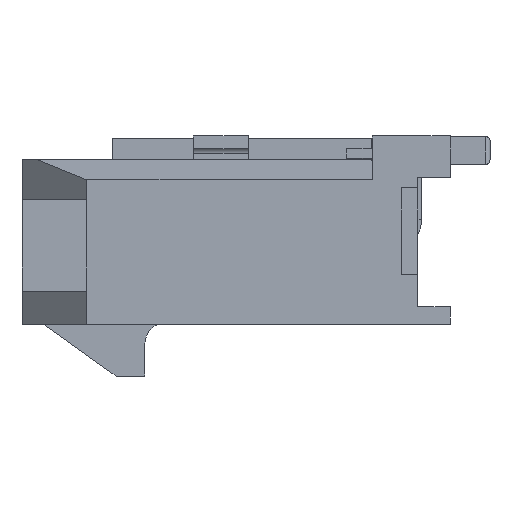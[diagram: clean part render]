
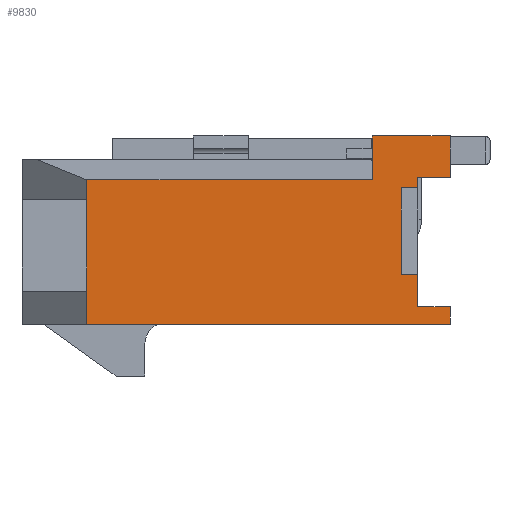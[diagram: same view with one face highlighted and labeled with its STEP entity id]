
A CAD part, left-side view. The second image highlights one B-rep face of the part: STEP entity #9830.
In plain terms, the highlighted planar face has unit normal (-1, 0, 0).
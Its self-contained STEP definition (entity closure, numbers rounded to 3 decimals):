
#8 = VERTEX_POINT ( 'NONE', #11856 ) ;
#369 = EDGE_CURVE ( 'NONE', #7292, #2003, #3239, .T. ) ;
#381 = CARTESIAN_POINT ( 'NONE',  ( -8.205, 4.447, 2.725 ) ) ;
#384 = LINE ( 'NONE', #6799, #3766 ) ;
#453 = CARTESIAN_POINT ( 'NONE',  ( -8.205, 5.197, 2.725 ) ) ;
#559 = CARTESIAN_POINT ( 'NONE',  ( -8.205, 5.197, 1.575 ) ) ;
#714 = ORIENTED_EDGE ( 'NONE', *, *, #9850, .T. ) ;
#794 = LINE ( 'NONE', #7060, #9200 ) ;
#852 = EDGE_CURVE ( 'NONE', #2856, #8297, #8359, .T. ) ;
#936 = CARTESIAN_POINT ( 'NONE',  ( -8.205, 4.447, -1.575 ) ) ;
#970 = CARTESIAN_POINT ( 'NONE',  ( -8.205, 4.447, 2.725 ) ) ;
#1224 = VECTOR ( 'NONE', #12333, 1000. ) ;
#1547 = LINE ( 'NONE', #8724, #13137 ) ;
#1720 = CARTESIAN_POINT ( 'NONE',  ( -8.205, 14.347, 1.825 ) ) ;
#1788 = PLANE ( 'NONE',  #10093 ) ;
#1840 = ORIENTED_EDGE ( 'NONE', *, *, #369, .F. ) ;
#1917 = LINE ( 'NONE', #970, #5085 ) ;
#2003 = VERTEX_POINT ( 'NONE', #3420 ) ;
#2212 = CARTESIAN_POINT ( 'NONE',  ( -8.205, 4.447, 1.825 ) ) ;
#2238 = CARTESIAN_POINT ( 'NONE',  ( -8.205, 14.347, -1.175 ) ) ;
#2244 = CARTESIAN_POINT ( 'NONE',  ( -8.205, 14.347, -1.575 ) ) ;
#2434 = LINE ( 'NONE', #12689, #7778 ) ;
#2479 = CARTESIAN_POINT ( 'NONE',  ( -8.205, 12.847, -1.575 ) ) ;
#2552 = CARTESIAN_POINT ( 'NONE',  ( -8.205, 5.574, -0.425 ) ) ;
#2594 = EDGE_CURVE ( 'NONE', #6350, #5099, #10694, .T. ) ;
#2611 = VERTEX_POINT ( 'NONE', #8071 ) ;
#2665 = EDGE_CURVE ( 'NONE', #2856, #8, #794, .T. ) ;
#2699 = DIRECTION ( 'NONE',  ( 0., 0., 1. ) ) ;
#2856 = VERTEX_POINT ( 'NONE', #2479 ) ;
#3239 = LINE ( 'NONE', #11563, #8367 ) ;
#3254 = EDGE_LOOP ( 'NONE', ( #10905, #11618, #714, #11586, #6094, #3844, #4986, #9978, #8033, #1840, #8935, #4618, #11013, #5690, #6017, #5061 ) ) ;
#3324 = DIRECTION ( 'NONE',  ( 0., 1., 0. ) ) ;
#3416 = CARTESIAN_POINT ( 'NONE',  ( -8.205, 5.197, 1.575 ) ) ;
#3420 = CARTESIAN_POINT ( 'NONE',  ( -8.205, 12.847, 1.761 ) ) ;
#3495 = DIRECTION ( 'NONE',  ( 0., -1., 0. ) ) ;
#3766 = VECTOR ( 'NONE', #8813, 1000. ) ;
#3844 = ORIENTED_EDGE ( 'NONE', *, *, #8219, .T. ) ;
#4124 = EDGE_CURVE ( 'NONE', #10949, #8618, #2434, .T. ) ;
#4367 = CARTESIAN_POINT ( 'NONE',  ( -8.205, 5.197, 1.825 ) ) ;
#4428 = LINE ( 'NONE', #1720, #10543 ) ;
#4486 = EDGE_CURVE ( 'NONE', #2611, #11294, #1547, .T. ) ;
#4543 = DIRECTION ( 'NONE',  ( 0., 0., -1. ) ) ;
#4569 = CARTESIAN_POINT ( 'NONE',  ( -8.205, 5.574, 1.575 ) ) ;
#4618 = ORIENTED_EDGE ( 'NONE', *, *, #2665, .F. ) ;
#4875 = EDGE_CURVE ( 'NONE', #10646, #10949, #11455, .T. ) ;
#4986 = ORIENTED_EDGE ( 'NONE', *, *, #4486, .F. ) ;
#5061 = ORIENTED_EDGE ( 'NONE', *, *, #4124, .T. ) ;
#5085 = VECTOR ( 'NONE', #6152, 1000. ) ;
#5099 = VERTEX_POINT ( 'NONE', #4367 ) ;
#5141 = CARTESIAN_POINT ( 'NONE',  ( -8.205, 5.574, -0.425 ) ) ;
#5242 = CARTESIAN_POINT ( 'NONE',  ( -8.205, 5.007, 1.761 ) ) ;
#5440 = VERTEX_POINT ( 'NONE', #2212 ) ;
#5475 = CARTESIAN_POINT ( 'NONE',  ( -8.205, 6.247, 1.761 ) ) ;
#5519 = VERTEX_POINT ( 'NONE', #5475 ) ;
#5591 = EDGE_CURVE ( 'NONE', #8521, #8618, #10930, .T. ) ;
#5690 = ORIENTED_EDGE ( 'NONE', *, *, #8610, .T. ) ;
#5807 = DIRECTION ( 'NONE',  ( 0., -1., 0. ) ) ;
#5862 = DIRECTION ( 'NONE',  ( 1., 0., 0. ) ) ;
#6017 = ORIENTED_EDGE ( 'NONE', *, *, #4875, .T. ) ;
#6087 = VERTEX_POINT ( 'NONE', #4569 ) ;
#6094 = ORIENTED_EDGE ( 'NONE', *, *, #10741, .T. ) ;
#6152 = DIRECTION ( 'NONE',  ( 0., 0., 1. ) ) ;
#6350 = VERTEX_POINT ( 'NONE', #3416 ) ;
#6569 = VECTOR ( 'NONE', #5807, 1000. ) ;
#6727 = LINE ( 'NONE', #381, #11777 ) ;
#6799 = CARTESIAN_POINT ( 'NONE',  ( -8.205, 12.847, -0.81 ) ) ;
#6915 = VECTOR ( 'NONE', #10443, 1000. ) ;
#7060 = CARTESIAN_POINT ( 'NONE',  ( -8.205, 12.847, -18.775 ) ) ;
#7292 = VERTEX_POINT ( 'NONE', #13135 ) ;
#7542 = VECTOR ( 'NONE', #7666, 1000. ) ;
#7666 = DIRECTION ( 'NONE',  ( 0., 0., -1. ) ) ;
#7778 = VECTOR ( 'NONE', #12749, 1000. ) ;
#7831 = LINE ( 'NONE', #559, #11159 ) ;
#8033 = ORIENTED_EDGE ( 'NONE', *, *, #11740, .T. ) ;
#8071 = CARTESIAN_POINT ( 'NONE',  ( -8.205, 6.247, 2.775 ) ) ;
#8175 = LINE ( 'NONE', #5141, #1224 ) ;
#8219 = EDGE_CURVE ( 'NONE', #5440, #11294, #6727, .T. ) ;
#8297 = VERTEX_POINT ( 'NONE', #936 ) ;
#8359 = LINE ( 'NONE', #2244, #12946 ) ;
#8367 = VECTOR ( 'NONE', #10415, 1000. ) ;
#8370 = VECTOR ( 'NONE', #9960, 1000. ) ;
#8521 = VERTEX_POINT ( 'NONE', #2552 ) ;
#8610 = EDGE_CURVE ( 'NONE', #8297, #10646, #1917, .T. ) ;
#8618 = VERTEX_POINT ( 'NONE', #10133 ) ;
#8625 = EDGE_CURVE ( 'NONE', #8521, #6087, #8175, .T. ) ;
#8678 = VECTOR ( 'NONE', #3324, 1000. ) ;
#8724 = CARTESIAN_POINT ( 'NONE',  ( -8.205, 4.447, 2.775 ) ) ;
#8813 = DIRECTION ( 'NONE',  ( 0., 0., 1. ) ) ;
#8840 = FACE_OUTER_BOUND ( 'NONE', #3254, .T. ) ;
#8935 = ORIENTED_EDGE ( 'NONE', *, *, #9105, .F. ) ;
#9105 = EDGE_CURVE ( 'NONE', #8, #7292, #384, .T. ) ;
#9200 = VECTOR ( 'NONE', #11165, 1000. ) ;
#9234 = CARTESIAN_POINT ( 'NONE',  ( -8.205, 5.197, -1.175 ) ) ;
#9421 = DIRECTION ( 'NONE',  ( 0., -1., 0. ) ) ;
#9715 = CARTESIAN_POINT ( 'NONE',  ( -8.205, 14.347, 2.725 ) ) ;
#9825 = LINE ( 'NONE', #10635, #7542 ) ;
#9830 = ADVANCED_FACE ( 'NONE', ( #8840 ), #1788, .F. ) ;
#9850 = EDGE_CURVE ( 'NONE', #6087, #6350, #7831, .T. ) ;
#9960 = DIRECTION ( 'NONE',  ( 0., 0., 1. ) ) ;
#9978 = ORIENTED_EDGE ( 'NONE', *, *, #11524, .T. ) ;
#10093 = AXIS2_PLACEMENT_3D ( 'NONE', #9715, #5862, #4543 ) ;
#10133 = CARTESIAN_POINT ( 'NONE',  ( -8.205, 5.197, -0.425 ) ) ;
#10415 = DIRECTION ( 'NONE',  ( 0., 0., 1. ) ) ;
#10443 = DIRECTION ( 'NONE',  ( 0., 1., 0. ) ) ;
#10543 = VECTOR ( 'NONE', #3495, 1000. ) ;
#10635 = CARTESIAN_POINT ( 'NONE',  ( -8.205, 6.247, 2.775 ) ) ;
#10646 = VERTEX_POINT ( 'NONE', #11440 ) ;
#10694 = LINE ( 'NONE', #453, #8370 ) ;
#10731 = DIRECTION ( 'NONE',  ( 0., -1., 0. ) ) ;
#10741 = EDGE_CURVE ( 'NONE', #5099, #5440, #4428, .T. ) ;
#10905 = ORIENTED_EDGE ( 'NONE', *, *, #5591, .F. ) ;
#10930 = LINE ( 'NONE', #12007, #6569 ) ;
#10949 = VERTEX_POINT ( 'NONE', #9234 ) ;
#11013 = ORIENTED_EDGE ( 'NONE', *, *, #852, .T. ) ;
#11159 = VECTOR ( 'NONE', #10731, 1000. ) ;
#11165 = DIRECTION ( 'NONE',  ( 0., 0., 1. ) ) ;
#11260 = CARTESIAN_POINT ( 'NONE',  ( -8.205, 4.447, 2.775 ) ) ;
#11294 = VERTEX_POINT ( 'NONE', #11260 ) ;
#11440 = CARTESIAN_POINT ( 'NONE',  ( -8.205, 4.447, -1.175 ) ) ;
#11455 = LINE ( 'NONE', #2238, #6915 ) ;
#11524 = EDGE_CURVE ( 'NONE', #2611, #5519, #9825, .T. ) ;
#11563 = CARTESIAN_POINT ( 'NONE',  ( -8.205, 12.847, -18.775 ) ) ;
#11586 = ORIENTED_EDGE ( 'NONE', *, *, #2594, .T. ) ;
#11618 = ORIENTED_EDGE ( 'NONE', *, *, #8625, .T. ) ;
#11740 = EDGE_CURVE ( 'NONE', #5519, #2003, #12505, .T. ) ;
#11777 = VECTOR ( 'NONE', #2699, 1000. ) ;
#11856 = CARTESIAN_POINT ( 'NONE',  ( -8.205, 12.847, -0.81 ) ) ;
#12007 = CARTESIAN_POINT ( 'NONE',  ( -8.205, 5.197, -0.425 ) ) ;
#12333 = DIRECTION ( 'NONE',  ( 0., 0., 1. ) ) ;
#12505 = LINE ( 'NONE', #5242, #8678 ) ;
#12689 = CARTESIAN_POINT ( 'NONE',  ( -8.205, 5.197, 2.725 ) ) ;
#12749 = DIRECTION ( 'NONE',  ( 0., 0., 1. ) ) ;
#12799 = DIRECTION ( 'NONE',  ( 0., -1., 0. ) ) ;
#12946 = VECTOR ( 'NONE', #9421, 1000. ) ;
#13135 = CARTESIAN_POINT ( 'NONE',  ( -8.205, 12.847, 1.297 ) ) ;
#13137 = VECTOR ( 'NONE', #12799, 1000. ) ;
